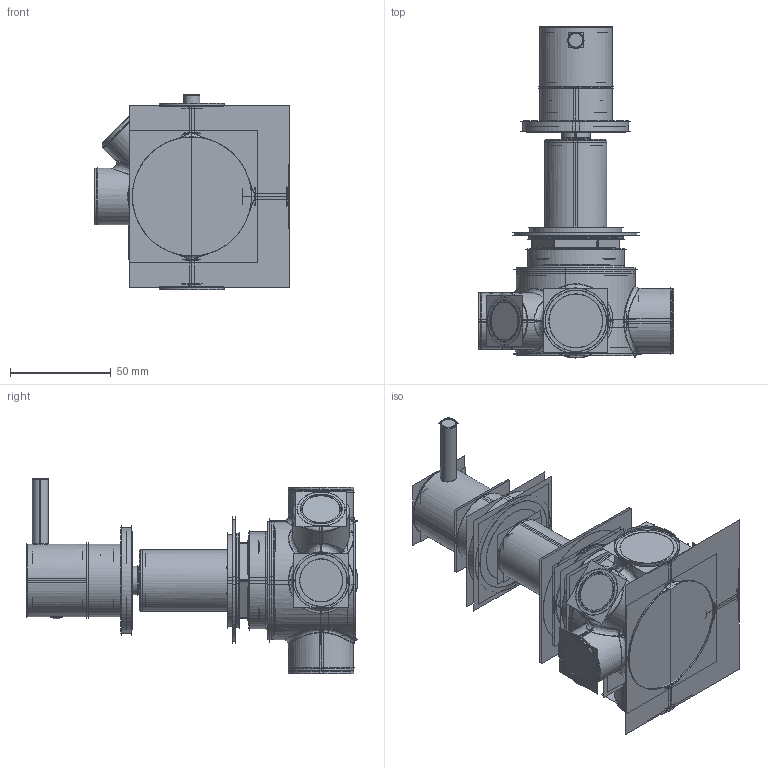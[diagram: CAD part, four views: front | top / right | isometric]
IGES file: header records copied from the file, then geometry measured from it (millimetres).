
Start section:  PTC IGES file: KL0008DC.igs
Global section: file name: KL0008DC.igs; native system: Pro/ENGINEER by Parametric Technology Corporation; preprocessor: 2009360; author: user33; organization: Unknown; date: 20200106.153149; units: millimetre
Bounding box: 97 x 164.42 x 96.95 mm (x, y, z)
Volume: 181803 mm3; surface area: 1211800.1 mm2
Topology: 14 solids, 24 shells, 3114 faces, 16574 edges, 21596 vertices
Faces by surface type: revolution 1708, bspline 1406
